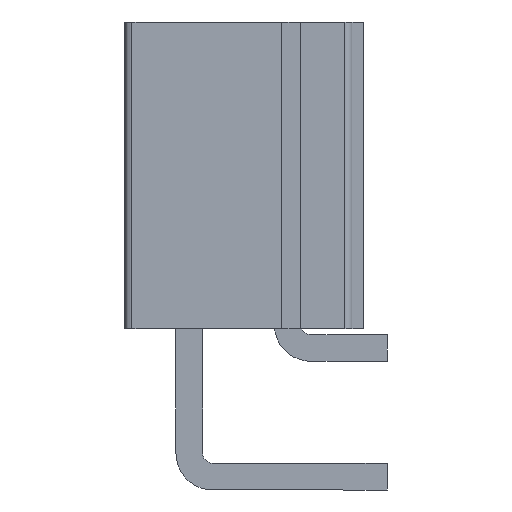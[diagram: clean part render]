
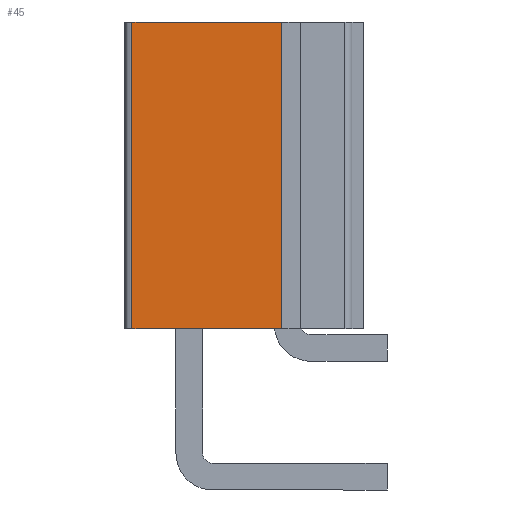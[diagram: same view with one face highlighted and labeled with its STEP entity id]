
A CAD part, left-side view. The second image highlights one B-rep face of the part: STEP entity #45.
In plain terms, the highlighted planar face has unit normal (-1, 0, 0).
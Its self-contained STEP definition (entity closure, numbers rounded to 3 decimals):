
#45 = ADVANCED_FACE ( 'NONE', ( #1758 ), #419, .T. ) ;
#282 = ORIENTED_EDGE ( 'NONE', *, *, #832, .T. ) ;
#299 = ORIENTED_EDGE ( 'NONE', *, *, #830, .T. ) ;
#315 = ORIENTED_EDGE ( 'NONE', *, *, #835, .F. ) ;
#318 = ORIENTED_EDGE ( 'NONE', *, *, #796, .T. ) ;
#419 = PLANE ( 'NONE',  #939 ) ;
#465 = CARTESIAN_POINT ( 'NONE',  ( -4.5, 3.5, -13.1 ) ) ;
#680 = CARTESIAN_POINT ( 'NONE',  ( -4.5, 3.5, -13.1 ) ) ;
#682 = DIRECTION ( 'NONE',  ( 0., -1., 0. ) ) ;
#754 = CARTESIAN_POINT ( 'NONE',  ( -4.5, 3.5, -13.1 ) ) ;
#755 = DIRECTION ( 'NONE',  ( 0., 0., 1. ) ) ;
#758 = CARTESIAN_POINT ( 'NONE',  ( -4.5, 9.9, -13.1 ) ) ;
#759 = DIRECTION ( 'NONE',  ( 0., 0., -1. ) ) ;
#796 = EDGE_CURVE ( 'NONE', #1895, #1894, #2375, .T. ) ;
#830 = EDGE_CURVE ( 'NONE', #1894, #1914, #2361, .T. ) ;
#832 = EDGE_CURVE ( 'NONE', #1913, #1895, #2440, .T. ) ;
#835 = EDGE_CURVE ( 'NONE', #1913, #1914, #2445, .T. ) ;
#939 = AXIS2_PLACEMENT_3D ( 'NONE', #465, #2240, #1543 ) ;
#1203 = CARTESIAN_POINT ( 'NONE',  ( -4.5, 3.5, 0. ) ) ;
#1206 = DIRECTION ( 'NONE',  ( 0., -1., 0. ) ) ;
#1379 = CARTESIAN_POINT ( 'NONE',  ( -4.5, 3.5, -13.1 ) ) ;
#1380 = CARTESIAN_POINT ( 'NONE',  ( -4.5, 9.9, -13.1 ) ) ;
#1398 = CARTESIAN_POINT ( 'NONE',  ( -4.5, 9.9, 0. ) ) ;
#1399 = CARTESIAN_POINT ( 'NONE',  ( -4.5, 3.5, 0. ) ) ;
#1543 = DIRECTION ( 'NONE',  ( 0., 0., 1. ) ) ;
#1724 = EDGE_LOOP ( 'NONE', ( #315, #282, #318, #299 ) ) ;
#1758 = FACE_OUTER_BOUND ( 'NONE', #1724, .T. ) ;
#1894 = VERTEX_POINT ( 'NONE', #1379 ) ;
#1895 = VERTEX_POINT ( 'NONE', #1380 ) ;
#1913 = VERTEX_POINT ( 'NONE', #1398 ) ;
#1914 = VERTEX_POINT ( 'NONE', #1399 ) ;
#2240 = DIRECTION ( 'NONE',  ( -1., 0., 0. ) ) ;
#2354 = VECTOR ( 'NONE', #682, 1000. ) ;
#2361 = LINE ( 'NONE', #754, #2407 ) ;
#2375 = LINE ( 'NONE', #680, #2354 ) ;
#2407 = VECTOR ( 'NONE', #755, 1000. ) ;
#2411 = VECTOR ( 'NONE', #759, 1000. ) ;
#2440 = LINE ( 'NONE', #758, #2411 ) ;
#2445 = LINE ( 'NONE', #1203, #2469 ) ;
#2469 = VECTOR ( 'NONE', #1206, 1000. ) ;
